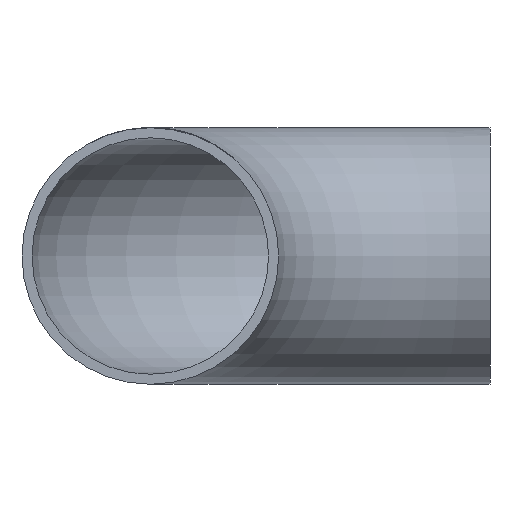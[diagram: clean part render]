
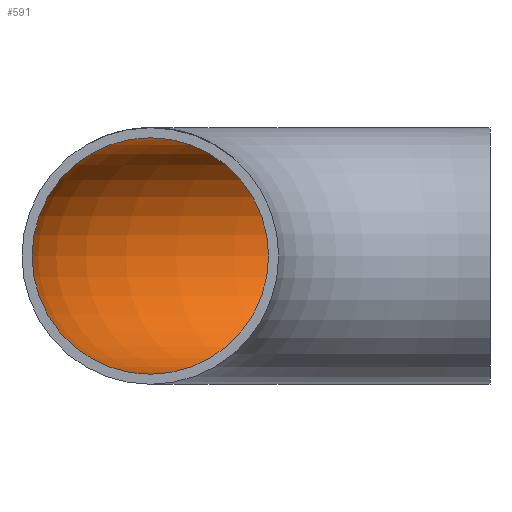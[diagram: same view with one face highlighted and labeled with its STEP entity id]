
A CAD part, front view. The second image highlights one B-rep face of the part: STEP entity #591.
In plain terms, the highlighted toroidal (fillet/blend) face has major radius 67.5 mm and minor radius 23.5 mm.
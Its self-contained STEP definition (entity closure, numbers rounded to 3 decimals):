
#48 = EDGE_CURVE ( 'NONE', #1064, #1064, #532, .T. ) ;
#261 = EDGE_LOOP ( 'NONE', ( #3414 ) ) ;
#532 = CIRCLE ( 'NONE', #6145, 23.5 ) ;
#562 = DIRECTION ( 'NONE',  ( 0., 0., -1. ) ) ;
#591 = ADVANCED_FACE ( 'NONE', ( #5226, #5755 ), #4019, .F. ) ;
#737 = CARTESIAN_POINT ( 'NONE',  ( 0., 91., 0. ) ) ;
#1064 = VERTEX_POINT ( 'NONE', #4544 ) ;
#1829 = DIRECTION ( 'NONE',  ( 1., 0., 0. ) ) ;
#2035 = DIRECTION ( 'NONE',  ( 0., 0., 1. ) ) ;
#2261 = VERTEX_POINT ( 'NONE', #737 ) ;
#2748 = EDGE_LOOP ( 'NONE', ( #3288 ) ) ;
#3288 = ORIENTED_EDGE ( 'NONE', *, *, #6622, .T. ) ;
#3414 = ORIENTED_EDGE ( 'NONE', *, *, #48, .F. ) ;
#4019 = TOROIDAL_SURFACE ( 'NONE', #4400, 67.5, 23.5 ) ;
#4400 = AXIS2_PLACEMENT_3D ( 'NONE', #5048, #562, #5661 ) ;
#4448 = CARTESIAN_POINT ( 'NONE',  ( 0., 67.5, 0. ) ) ;
#4544 = CARTESIAN_POINT ( 'NONE',  ( -67.5, 0., 23.5 ) ) ;
#5048 = CARTESIAN_POINT ( 'NONE',  ( 0., 0., 0. ) ) ;
#5226 = FACE_OUTER_BOUND ( 'NONE', #2748, .T. ) ;
#5661 = DIRECTION ( 'NONE',  ( -1., 0., 0. ) ) ;
#5680 = DIRECTION ( 'NONE',  ( 0., 1., 0. ) ) ;
#5755 = FACE_OUTER_BOUND ( 'NONE', #261, .T. ) ;
#5900 = DIRECTION ( 'NONE',  ( 0., 1., 0. ) ) ;
#6145 = AXIS2_PLACEMENT_3D ( 'NONE', #6562, #5900, #2035 ) ;
#6562 = CARTESIAN_POINT ( 'NONE',  ( -67.5, 0., 0. ) ) ;
#6622 = EDGE_CURVE ( 'NONE', #2261, #2261, #7073, .T. ) ;
#7073 = CIRCLE ( 'NONE', #7121, 23.5 ) ;
#7121 = AXIS2_PLACEMENT_3D ( 'NONE', #4448, #1829, #5680 ) ;
